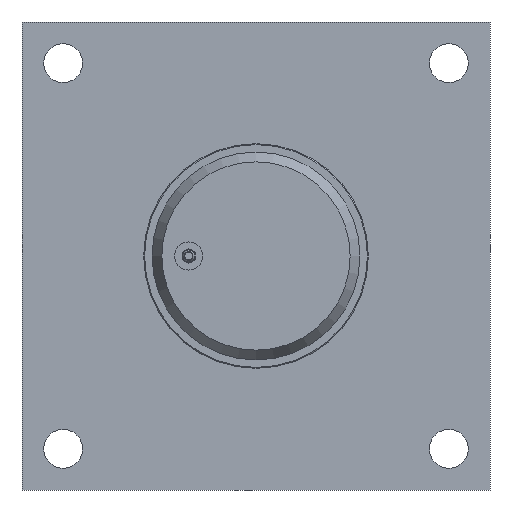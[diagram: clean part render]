
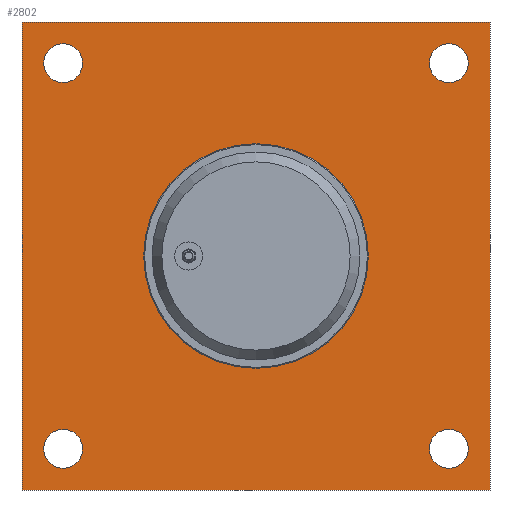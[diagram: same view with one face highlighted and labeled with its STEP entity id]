
A CAD part, left-side view. The second image highlights one B-rep face of the part: STEP entity #2802.
In plain terms, the highlighted planar face has unit normal (-1, 0, 0).
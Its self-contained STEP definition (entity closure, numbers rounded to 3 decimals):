
#101=FACE_BOUND('',#405,.T.);
#102=FACE_BOUND('',#406,.T.);
#103=FACE_BOUND('',#407,.T.);
#104=FACE_BOUND('',#408,.T.);
#105=FACE_BOUND('',#409,.T.);
#146=PLANE('',#3024);
#246=FACE_OUTER_BOUND('',#404,.T.);
#404=EDGE_LOOP('',(#1955,#1956,#1957,#1958));
#405=EDGE_LOOP('',(#1959));
#406=EDGE_LOOP('',(#1960));
#407=EDGE_LOOP('',(#1961));
#408=EDGE_LOOP('',(#1962));
#409=EDGE_LOOP('',(#1963));
#568=LINE('',#4373,#742);
#571=LINE('',#4378,#745);
#573=LINE('',#4382,#747);
#574=LINE('',#4384,#748);
#742=VECTOR('',#3466,10.);
#745=VECTOR('',#3471,10.);
#747=VECTOR('',#3475,10.);
#748=VECTOR('',#3478,10.);
#934=CIRCLE('',#3001,60.);
#944=CIRCLE('',#3013,10.376);
#945=CIRCLE('',#3015,10.376);
#946=CIRCLE('',#3017,10.376);
#947=CIRCLE('',#3019,10.376);
#1133=VERTEX_POINT('',#4323);
#1147=VERTEX_POINT('',#4354);
#1148=VERTEX_POINT('',#4358);
#1149=VERTEX_POINT('',#4362);
#1150=VERTEX_POINT('',#4366);
#1151=VERTEX_POINT('',#4370);
#1152=VERTEX_POINT('',#4372);
#1153=VERTEX_POINT('',#4376);
#1154=VERTEX_POINT('',#4380);
#1441=EDGE_CURVE('',#1133,#1133,#934,.T.);
#1456=EDGE_CURVE('',#1147,#1147,#944,.T.);
#1458=EDGE_CURVE('',#1148,#1148,#945,.T.);
#1460=EDGE_CURVE('',#1149,#1149,#946,.T.);
#1462=EDGE_CURVE('',#1150,#1150,#947,.T.);
#1464=EDGE_CURVE('',#1151,#1152,#568,.T.);
#1467=EDGE_CURVE('',#1153,#1151,#571,.T.);
#1469=EDGE_CURVE('',#1154,#1153,#573,.T.);
#1470=EDGE_CURVE('',#1152,#1154,#574,.T.);
#1955=ORIENTED_EDGE('',*,*,#1470,.F.);
#1956=ORIENTED_EDGE('',*,*,#1464,.F.);
#1957=ORIENTED_EDGE('',*,*,#1467,.F.);
#1958=ORIENTED_EDGE('',*,*,#1469,.F.);
#1959=ORIENTED_EDGE('',*,*,#1441,.T.);
#1960=ORIENTED_EDGE('',*,*,#1456,.T.);
#1961=ORIENTED_EDGE('',*,*,#1458,.T.);
#1962=ORIENTED_EDGE('',*,*,#1460,.T.);
#1963=ORIENTED_EDGE('',*,*,#1462,.T.);
#2802=ADVANCED_FACE('',(#246,#101,#102,#103,#104,#105),#146,.F.);
#3001=AXIS2_PLACEMENT_3D('',#4325,#3417,#3418);
#3013=AXIS2_PLACEMENT_3D('',#4356,#3446,#3447);
#3015=AXIS2_PLACEMENT_3D('',#4360,#3451,#3452);
#3017=AXIS2_PLACEMENT_3D('',#4364,#3456,#3457);
#3019=AXIS2_PLACEMENT_3D('',#4368,#3461,#3462);
#3024=AXIS2_PLACEMENT_3D('',#4385,#3479,#3480);
#3417=DIRECTION('center_axis',(1.,0.,0.));
#3418=DIRECTION('ref_axis',(0.,0.,1.));
#3446=DIRECTION('center_axis',(1.,0.,0.));
#3447=DIRECTION('ref_axis',(0.,0.,-1.));
#3451=DIRECTION('center_axis',(1.,0.,0.));
#3452=DIRECTION('ref_axis',(0.,0.,-1.));
#3456=DIRECTION('center_axis',(1.,0.,0.));
#3457=DIRECTION('ref_axis',(0.,0.,-1.));
#3461=DIRECTION('center_axis',(1.,0.,0.));
#3462=DIRECTION('ref_axis',(0.,0.,-1.));
#3466=DIRECTION('',(0.,-1.,0.));
#3471=DIRECTION('',(0.,0.,1.));
#3475=DIRECTION('',(0.,1.,0.));
#3478=DIRECTION('',(0.,0.,-1.));
#3479=DIRECTION('center_axis',(1.,0.,0.));
#3480=DIRECTION('ref_axis',(0.,0.,-1.));
#4323=CARTESIAN_POINT('',(-57.351,2.743,-60.));
#4325=CARTESIAN_POINT('Origin',(-57.351,2.743,0.));
#4354=CARTESIAN_POINT('',(-57.351,-100.257,113.376));
#4356=CARTESIAN_POINT('Origin',(-57.351,-100.257,103.));
#4358=CARTESIAN_POINT('',(-57.351,-100.257,-92.624));
#4360=CARTESIAN_POINT('Origin',(-57.351,-100.257,-103.));
#4362=CARTESIAN_POINT('',(-57.351,105.743,-92.624));
#4364=CARTESIAN_POINT('Origin',(-57.351,105.743,-103.));
#4366=CARTESIAN_POINT('',(-57.351,105.743,113.376));
#4368=CARTESIAN_POINT('Origin',(-57.351,105.743,103.));
#4370=CARTESIAN_POINT('',(-57.351,127.743,125.));
#4372=CARTESIAN_POINT('',(-57.351,-122.257,125.));
#4373=CARTESIAN_POINT('',(-57.351,127.743,125.));
#4376=CARTESIAN_POINT('',(-57.351,127.743,-125.));
#4378=CARTESIAN_POINT('',(-57.351,127.743,-125.));
#4380=CARTESIAN_POINT('',(-57.351,-122.257,-125.));
#4382=CARTESIAN_POINT('',(-57.351,-122.257,-125.));
#4384=CARTESIAN_POINT('',(-57.351,-122.257,125.));
#4385=CARTESIAN_POINT('Origin',(-57.351,2.743,0.));
